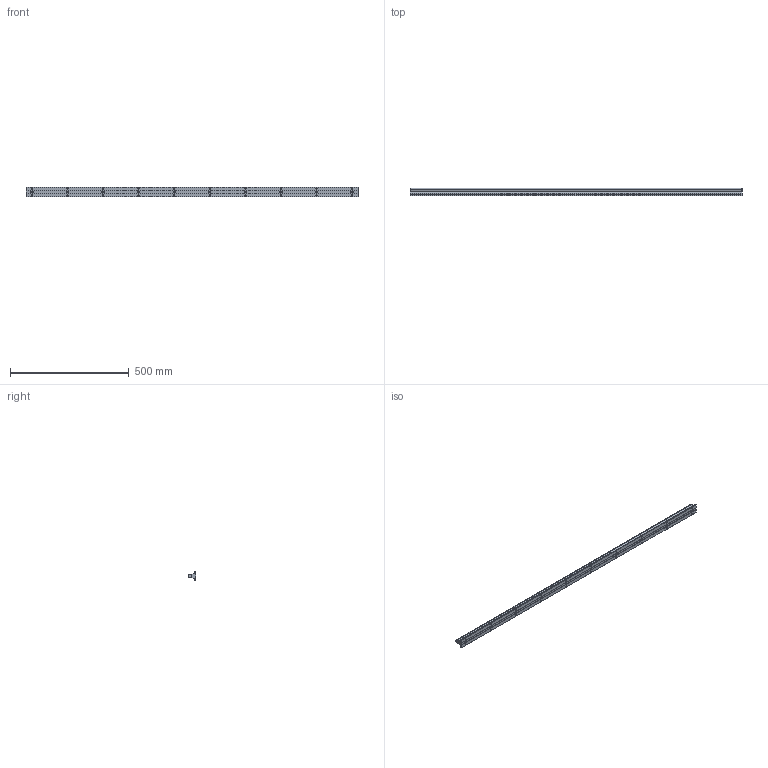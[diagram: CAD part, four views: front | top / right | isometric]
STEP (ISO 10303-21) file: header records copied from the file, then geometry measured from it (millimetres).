
FILE_DESCRIPTION (( 'STEP AP214' ), '1' );
FILE_NAME ('SBR16 1400L N=25.STEP', '2018-01-02T14:47:38', ( '砐錪賧瘔蠈錪 Windows' ), ( '' ), 'SwSTEP 2.0', 'SolidWorks 2016', '' );
FILE_SCHEMA (( 'AUTOMOTIVE_DESIGN' ));
Length unit declared in the file: millimetre
Products named in the file (1): SBR16 1400L N=25
Bounding box: 1400 x 33 x 40 mm (x, y, z)
Volume: 828022.6 mm3; surface area: 235006.1 mm2
Topology: 12 solids, 12 shells, 564 faces, 1466 edges, 906 vertices
Faces by surface type: cylinder 275, plane 205, cone 44, torus 40
Entity records: 21105 total; most frequent: CARTESIAN_POINT 4497, ORIENTED_EDGE 2892, DIRECTION 2750, EDGE_CURVE 1446, AXIS2_PLACEMENT_3D 1039, VERTEX_POINT 906, LINE 672, VECTOR 672
